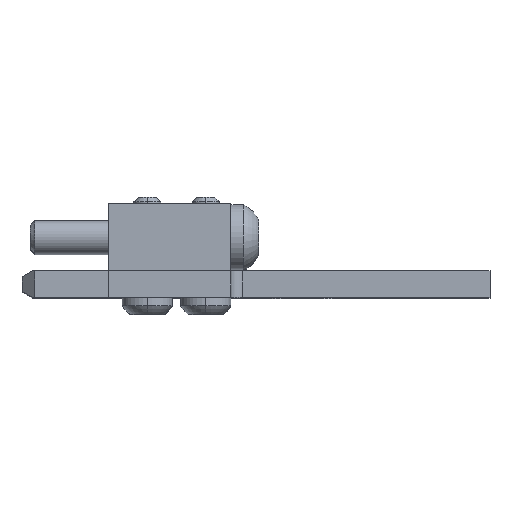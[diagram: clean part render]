
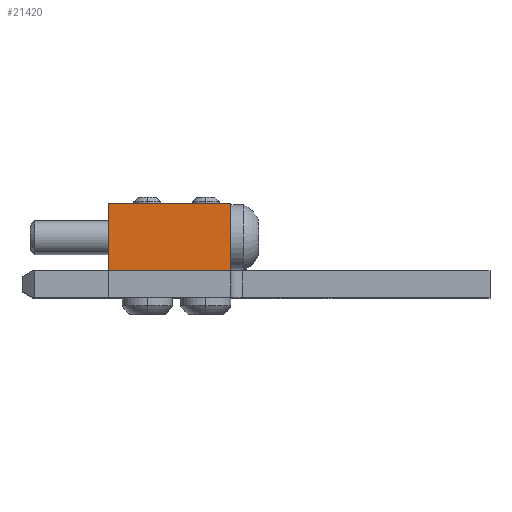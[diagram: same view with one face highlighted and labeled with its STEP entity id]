
A CAD part, top view. The second image highlights one B-rep face of the part: STEP entity #21420.
In plain terms, the highlighted face is planar.
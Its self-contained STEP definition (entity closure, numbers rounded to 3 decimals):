
#306 = CARTESIAN_POINT ( 'NONE',  ( 2.5, -2., 7.3 ) ) ;
#336 = VERTEX_POINT ( 'NONE', #27007 ) ;
#795 = EDGE_CURVE ( 'NONE', #9802, #28650, #5932, .T. ) ;
#1430 = PLANE ( 'NONE',  #5046 ) ;
#1502 = CARTESIAN_POINT ( 'NONE',  ( 2.5, 2., 0. ) ) ;
#4054 = CARTESIAN_POINT ( 'NONE',  ( 2.5, 2., 0. ) ) ;
#5046 = AXIS2_PLACEMENT_3D ( 'NONE', #6688, #29573, #7242 ) ;
#5342 = EDGE_CURVE ( 'NONE', #336, #25964, #7010, .T. ) ;
#5803 = EDGE_CURVE ( 'NONE', #336, #9802, #14556, .T. ) ;
#5932 = LINE ( 'NONE', #28081, #26072 ) ;
#6104 = DIRECTION ( 'NONE',  ( 0., 1., 0. ) ) ;
#6688 = CARTESIAN_POINT ( 'NONE',  ( 2.5, 2., 6.5 ) ) ;
#7004 = VECTOR ( 'NONE', #16311, 1000. ) ;
#7010 = LINE ( 'NONE', #33045, #11455 ) ;
#7242 = DIRECTION ( 'NONE',  ( 0., -1., 0. ) ) ;
#9802 = VERTEX_POINT ( 'NONE', #36213 ) ;
#11455 = VECTOR ( 'NONE', #30254, 1000. ) ;
#12639 = VECTOR ( 'NONE', #6104, 1000. ) ;
#12718 = FACE_OUTER_BOUND ( 'NONE', #23340, .T. ) ;
#12843 = EDGE_CURVE ( 'NONE', #25964, #28650, #27749, .T. ) ;
#14556 = LINE ( 'NONE', #306, #12639 ) ;
#16311 = DIRECTION ( 'NONE',  ( 0., 1., 0. ) ) ;
#21213 = ORIENTED_EDGE ( 'NONE', *, *, #5342, .T. ) ;
#21420 = ADVANCED_FACE ( 'NONE', ( #12718 ), #1430, .F. ) ;
#23340 = EDGE_LOOP ( 'NONE', ( #34807, #30772, #25411, #21213 ) ) ;
#25411 = ORIENTED_EDGE ( 'NONE', *, *, #5803, .F. ) ;
#25964 = VERTEX_POINT ( 'NONE', #32906 ) ;
#26072 = VECTOR ( 'NONE', #36657, 1000. ) ;
#27007 = CARTESIAN_POINT ( 'NONE',  ( 2.5, -2., 7.3 ) ) ;
#27749 = LINE ( 'NONE', #1502, #7004 ) ;
#28081 = CARTESIAN_POINT ( 'NONE',  ( 2.5, 2., 6.5 ) ) ;
#28650 = VERTEX_POINT ( 'NONE', #4054 ) ;
#29573 = DIRECTION ( 'NONE',  ( -1., 0., 0. ) ) ;
#30254 = DIRECTION ( 'NONE',  ( 0., 0., -1. ) ) ;
#30772 = ORIENTED_EDGE ( 'NONE', *, *, #795, .F. ) ;
#32906 = CARTESIAN_POINT ( 'NONE',  ( 2.5, -2., 0. ) ) ;
#33045 = CARTESIAN_POINT ( 'NONE',  ( 2.5, -2., 6.5 ) ) ;
#34807 = ORIENTED_EDGE ( 'NONE', *, *, #12843, .T. ) ;
#36213 = CARTESIAN_POINT ( 'NONE',  ( 2.5, 2., 7.3 ) ) ;
#36657 = DIRECTION ( 'NONE',  ( 0., 0., -1. ) ) ;
